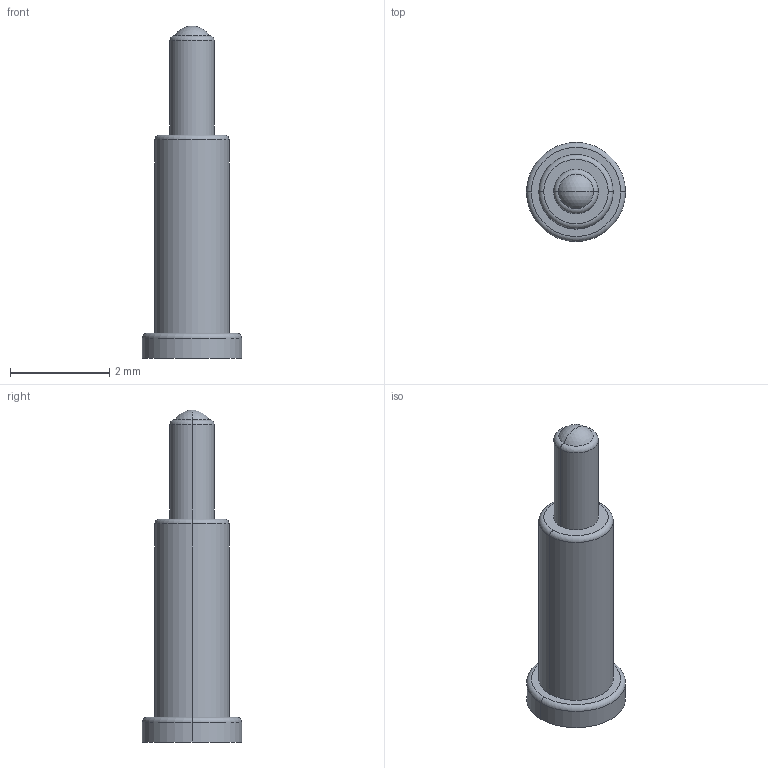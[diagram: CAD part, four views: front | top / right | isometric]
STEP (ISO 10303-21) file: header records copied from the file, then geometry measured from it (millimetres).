
FILE_DESCRIPTION (( 'STEP AP214' ), '1' );
FILE_NAME ('PogoStuff6mm.STEP', '2022-12-04T16:12:59', ( '' ), ( '' ), 'SwSTEP 2.0', 'SolidWorks 2021', '' );
FILE_SCHEMA (( 'AUTOMOTIVE_DESIGN' ));
Length unit declared in the file: millimetre
Products named in the file (1): PogoStuff6mm
Bounding box: 2 x 2 x 6.7 mm (x, y, z)
Volume: 9.9 mm3; surface area: 33.4 mm2
Topology: 1 solids, 1 shells, 17 faces, 32 edges, 19 vertices
Faces by surface type: torus 6, cylinder 6, plane 3, sphere 2
Entity records: 470 total; most frequent: DIRECTION 94, CARTESIAN_POINT 69, ORIENTED_EDGE 64, AXIS2_PLACEMENT_3D 44, EDGE_CURVE 32, CIRCLE 26, EDGE_LOOP 19, VERTEX_POINT 19
